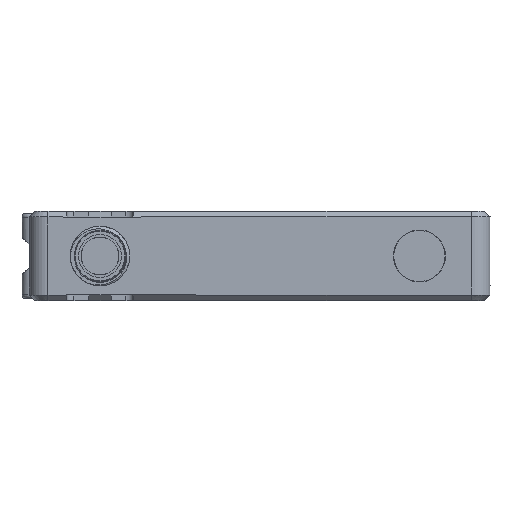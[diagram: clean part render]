
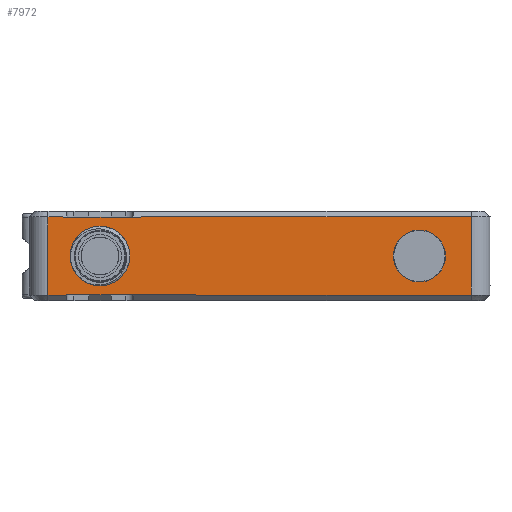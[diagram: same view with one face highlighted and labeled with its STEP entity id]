
A CAD part, left-side view. The second image highlights one B-rep face of the part: STEP entity #7972.
In plain terms, the highlighted planar face has unit normal (-1, 0, 0).
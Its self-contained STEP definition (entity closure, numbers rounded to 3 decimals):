
#1722=DIRECTION('',(0.,-1.,0.));
#1723=VECTOR('',#1722,2.5);
#1724=CARTESIAN_POINT('',(-50.,28.5,5.25));
#1725=LINE('',#1724,#1723);
#1726=DIRECTION('',(0.,1.,0.));
#1727=VECTOR('',#1726,9.);
#1728=CARTESIAN_POINT('',(-50.,17.,5.25));
#1729=LINE('',#1728,#1727);
#1730=DIRECTION('',(0.,-1.,0.));
#1731=VECTOR('',#1730,45.5);
#1732=CARTESIAN_POINT('',(-50.,17.,5.25));
#1733=LINE('',#1732,#1731);
#1734=DIRECTION('',(0.,0.,-1.));
#1735=VECTOR('',#1734,10.5);
#1736=CARTESIAN_POINT('',(-50.,-28.5,
5.25));
#1737=LINE('',#1736,#1735);
#1738=DIRECTION('',(0.,1.,0.));
#1739=VECTOR('',#1738,45.5);
#1740=CARTESIAN_POINT('',(-50.,-28.5,
-5.25));
#1741=LINE('',#1740,#1739);
#1742=DIRECTION('',(0.,1.,0.));
#1743=VECTOR('',#1742,9.);
#1744=CARTESIAN_POINT('',(-50.,17.,-5.25));
#1745=LINE('',#1744,#1743);
#1746=DIRECTION('',(0.,1.,0.));
#1747=VECTOR('',#1746,2.5);
#1748=CARTESIAN_POINT('',(-50.,26.,-5.25));
#1749=LINE('',#1748,#1747);
#1750=DIRECTION('',(0.,0.,-1.));
#1751=VECTOR('',#1750,10.5);
#1752=CARTESIAN_POINT('',(-50.,28.5,5.25));
#1753=LINE('',#1752,#1751);
#1754=CARTESIAN_POINT('',(-50.,-21.5,0.));
#1755=DIRECTION('',(1.,0.,0.));
#1756=DIRECTION('',(0.,1.,0.));
#1757=AXIS2_PLACEMENT_3D('',#1754,#1755,#1756);
#1759=CARTESIAN_POINT('',(-50.,-21.5,0.));
#1760=DIRECTION('',(1.,0.,0.));
#1761=DIRECTION('',(0.,-1.,0.));
#1762=AXIS2_PLACEMENT_3D('',#1759,#1760,#1761);
#1764=CARTESIAN_POINT('',(-50.,21.5,0.));
#1765=DIRECTION('',(-1.,0.,0.));
#1766=DIRECTION('',(0.,0.,1.));
#1767=AXIS2_PLACEMENT_3D('',#1764,#1765,#1766);
#1769=CARTESIAN_POINT('',(-50.,21.5,0.));
#1770=DIRECTION('',(-1.,0.,0.));
#1771=DIRECTION('',(0.,0.,-1.));
#1772=AXIS2_PLACEMENT_3D('',#1769,#1770,#1771);
#5560=CARTESIAN_POINT('',(-50.,-18.,0.));
#5561=CARTESIAN_POINT('',(-50.,-25.,0.));
#5562=VERTEX_POINT('',#5560);
#5563=VERTEX_POINT('',#5561);
#5661=CARTESIAN_POINT('',(-50.,26.,5.25));
#5663=VERTEX_POINT('',#5661);
#5664=CARTESIAN_POINT('',(-50.,28.5,5.25));
#5665=VERTEX_POINT('',#5664);
#5686=CARTESIAN_POINT('',(-50.,-28.5,5.25));
#5687=VERTEX_POINT('',#5686);
#5688=CARTESIAN_POINT('',(-50.,17.,5.25));
#5690=VERTEX_POINT('',#5688);
#5693=CARTESIAN_POINT('',(-50.,17.,-5.25));
#5695=VERTEX_POINT('',#5693);
#5696=CARTESIAN_POINT('',(-50.,-28.5,
-5.25));
#5697=VERTEX_POINT('',#5696);
#5718=CARTESIAN_POINT('',(-50.,28.5,-5.25));
#5719=VERTEX_POINT('',#5718);
#5720=CARTESIAN_POINT('',(-50.,26.,-5.25));
#5722=VERTEX_POINT('',#5720);
#6109=CARTESIAN_POINT('',(-50.,21.5,3.05));
#6110=CARTESIAN_POINT('',(-50.,21.5,-3.05));
#6111=VERTEX_POINT('',#6109);
#6112=VERTEX_POINT('',#6110);
#7942=CARTESIAN_POINT('',(-50.,31.,-6.));
#7943=DIRECTION('',(-1.,0.,0.));
#7944=DIRECTION('',(0.,-1.,0.));
#7945=AXIS2_PLACEMENT_3D('',#7942,#7943,#7944);
#7946=PLANE('',#7945);
#7948=ORIENTED_EDGE('',*,*,#7947,.T.);
#7949=ORIENTED_EDGE('',*,*,#7918,.F.);
#7950=ORIENTED_EDGE('',*,*,#7894,.T.);
#7951=ORIENTED_EDGE('',*,*,#7867,.T.);
#7952=ORIENTED_EDGE('',*,*,#6455,.T.);
#7954=ORIENTED_EDGE('',*,*,#7953,.T.);
#7955=ORIENTED_EDGE('',*,*,#6541,.T.);
#7957=ORIENTED_EDGE('',*,*,#7956,.F.);
#7958=EDGE_LOOP('',(#7948,#7949,#7950,#7951,#7952,#7954,#7955,#7957));
#7959=FACE_OUTER_BOUND('',#7958,.F.);
#7961=ORIENTED_EDGE('',*,*,#7960,.F.);
#7963=ORIENTED_EDGE('',*,*,#7962,.F.);
#7964=EDGE_LOOP('',(#7961,#7963));
#7965=FACE_BOUND('',#7964,.F.);
#7967=ORIENTED_EDGE('',*,*,#7966,.T.);
#7969=ORIENTED_EDGE('',*,*,#7968,.T.);
#7970=EDGE_LOOP('',(#7967,#7969));
#7971=FACE_BOUND('',#7970,.F.);
#7972=ADVANCED_FACE('',(#7959,#7965,#7971),#7946,.T.);
#1758=CIRCLE('',#1757,3.5);
#1763=CIRCLE('',#1762,3.5);
#1768=CIRCLE('',#1767,3.05);
#1773=CIRCLE('',#1772,3.05);
#6455=EDGE_CURVE('',#5697,#5695,#1741,.T.);
#6541=EDGE_CURVE('',#5722,#5719,#1749,.T.);
#7867=EDGE_CURVE('',#5687,#5697,#1737,.T.);
#7894=EDGE_CURVE('',#5690,#5687,#1733,.T.);
#7918=EDGE_CURVE('',#5690,#5663,#1729,.T.);
#7947=EDGE_CURVE('',#5665,#5663,#1725,.T.);
#7953=EDGE_CURVE('',#5695,#5722,#1745,.T.);
#7956=EDGE_CURVE('',#5665,#5719,#1753,.T.);
#7960=EDGE_CURVE('',#5562,#5563,#1758,.T.);
#7962=EDGE_CURVE('',#5563,#5562,#1763,.T.);
#7966=EDGE_CURVE('',#6111,#6112,#1768,.T.);
#7968=EDGE_CURVE('',#6112,#6111,#1773,.T.);
